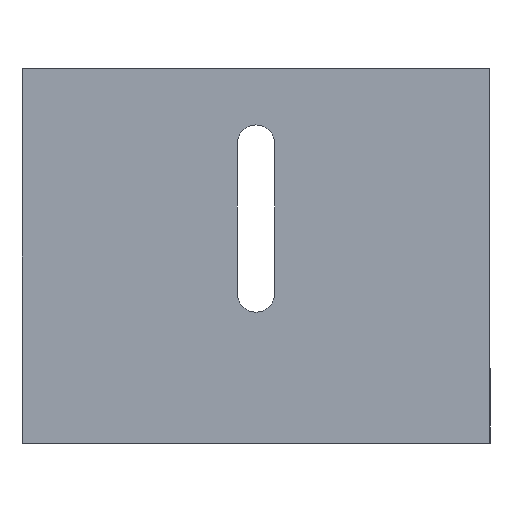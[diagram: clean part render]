
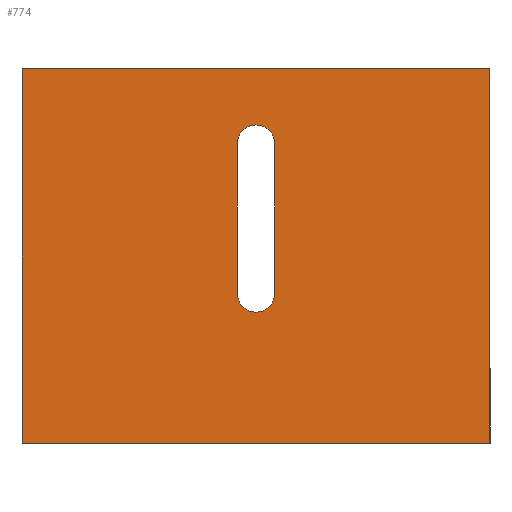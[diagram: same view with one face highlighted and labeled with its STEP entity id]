
A CAD part, left-side view. The second image highlights one B-rep face of the part: STEP entity #774.
In plain terms, the highlighted planar face has unit normal (-1, 0, 0).
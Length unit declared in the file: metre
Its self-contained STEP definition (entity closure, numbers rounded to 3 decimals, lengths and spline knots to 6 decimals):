
#17=CIRCLE('',#825,0.002);
#19=CIRCLE('',#829,0.002);
#216=ORIENTED_EDGE('',*,*,#324,.F.);
#217=ORIENTED_EDGE('',*,*,#328,.F.);
#218=ORIENTED_EDGE('',*,*,#331,.F.);
#219=ORIENTED_EDGE('',*,*,#333,.T.);
#220=ORIENTED_EDGE('',*,*,#233,.F.);
#221=ORIENTED_EDGE('',*,*,#321,.T.);
#222=ORIENTED_EDGE('',*,*,#243,.T.);
#223=ORIENTED_EDGE('',*,*,#335,.T.);
#233=EDGE_CURVE('',#337,#338,#407,.T.);
#243=EDGE_CURVE('',#343,#347,#417,.T.);
#321=EDGE_CURVE('',#337,#343,#491,.T.);
#324=EDGE_CURVE('',#400,#401,#17,.T.);
#328=EDGE_CURVE('',#403,#400,#496,.T.);
#331=EDGE_CURVE('',#405,#403,#19,.T.);
#333=EDGE_CURVE('',#405,#401,#499,.T.);
#335=EDGE_CURVE('',#347,#338,#501,.T.);
#337=VERTEX_POINT('',#1026);
#338=VERTEX_POINT('',#1028);
#343=VERTEX_POINT('',#1039);
#347=VERTEX_POINT('',#1047);
#400=VERTEX_POINT('',#1210);
#401=VERTEX_POINT('',#1212);
#403=VERTEX_POINT('',#1218);
#405=VERTEX_POINT('',#1224);
#407=LINE('',#1027,#503);
#417=LINE('',#1048,#513);
#491=LINE('',#1204,#587);
#496=LINE('',#1219,#592);
#499=LINE('',#1228,#595);
#501=LINE('',#1231,#597);
#503=VECTOR('',#839,1.);
#513=VECTOR('',#851,1.);
#587=VECTOR('',#989,1.);
#592=VECTOR('',#1002,1.);
#595=VECTOR('',#1013,1.);
#597=VECTOR('',#1017,1.);
#648=EDGE_LOOP('',(#216,#217,#218,#219));
#649=EDGE_LOOP('',(#220,#221,#222,#223));
#702=FACE_BOUND('',#648,.T.);
#703=FACE_BOUND('',#649,.T.);
#737=PLANE('',#832);
#774=ADVANCED_FACE('',(#702,#703),#737,.T.);
#825=AXIS2_PLACEMENT_3D('',#1211,#995,#996);
#829=AXIS2_PLACEMENT_3D('',#1225,#1008,#1009);
#832=AXIS2_PLACEMENT_3D('',#1232,#1018,#1019);
#839=DIRECTION('',(0.,0.,1.));
#851=DIRECTION('',(0.,0.,1.));
#989=DIRECTION('',(0.,-1.,0.));
#995=DIRECTION('',(-1.,0.,0.));
#996=DIRECTION('',(0.,0.,1.));
#1002=DIRECTION('',(0.,0.,-1.));
#1008=DIRECTION('',(-1.,0.,0.));
#1009=DIRECTION('',(0.,0.,1.));
#1013=DIRECTION('',(0.,0.,-1.));
#1017=DIRECTION('',(0.,1.,0.));
#1018=DIRECTION('',(-1.,0.,0.));
#1019=DIRECTION('',(0.,-1.,0.));
#1026=CARTESIAN_POINT('',(-0.063,0.025,0.));
#1027=CARTESIAN_POINT('',(-0.063,0.025,0.02));
#1028=CARTESIAN_POINT('',(-0.063,0.025,0.04));
#1039=CARTESIAN_POINT('',(-0.063,-0.025,0.));
#1047=CARTESIAN_POINT('',(-0.063,-0.025,0.04));
#1048=CARTESIAN_POINT('',(-0.063,-0.025,0.02));
#1204=CARTESIAN_POINT('',(-0.063,0.0125,0.));
#1210=CARTESIAN_POINT('',(-0.063,0.002,0.016));
#1211=CARTESIAN_POINT('',(-0.063,0.,0.016));
#1212=CARTESIAN_POINT('',(-0.063,-0.002,0.016));
#1218=CARTESIAN_POINT('',(-0.063,0.002,0.032));
#1219=CARTESIAN_POINT('',(-0.063,0.002,0.024));
#1224=CARTESIAN_POINT('',(-0.063,-0.002,0.032));
#1225=CARTESIAN_POINT('',(-0.063,0.,0.032));
#1228=CARTESIAN_POINT('',(-0.063,-0.002,0.024));
#1231=CARTESIAN_POINT('',(-0.063,0.,0.04));
#1232=CARTESIAN_POINT('',(-0.063,0.,0.02));
